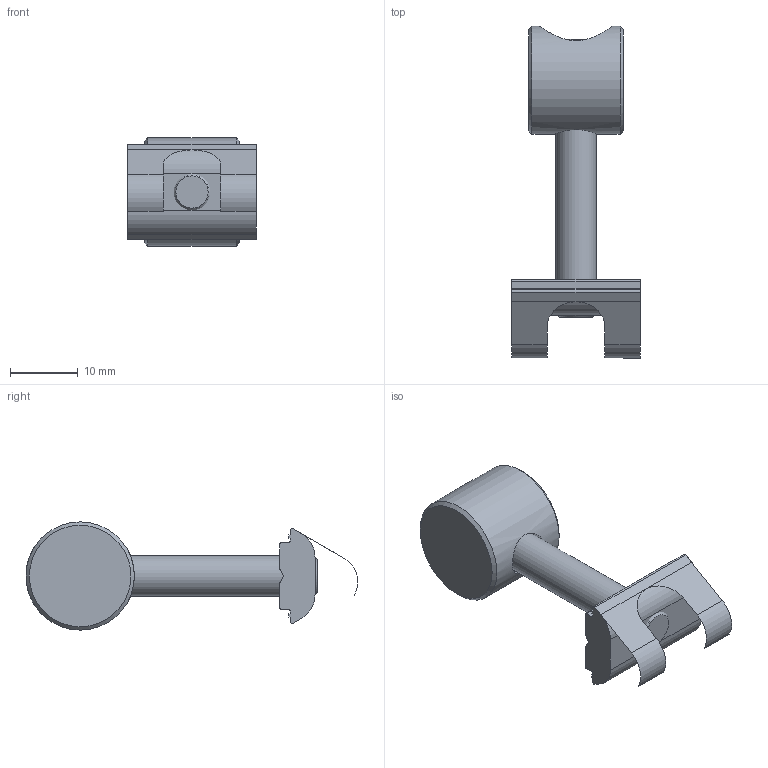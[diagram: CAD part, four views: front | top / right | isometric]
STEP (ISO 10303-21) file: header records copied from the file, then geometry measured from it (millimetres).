
FILE_DESCRIPTION(/* description */ ('Šroub s válečkem d=16, M6x35'),/* implementation_level */ '2;1');
FILE_NAME(/* name */ '311420.10.stp',/* time_stamp */ '2020-01-02T15:35:42+01:00',/* author */ ('Navara'),/* organization */ ('Alutec K&K'),/* preprocessor_version */ 'ST-DEVELOPER v17',/* originating_system */ 'Autodesk Inventor 2018',/* authorisation */ '');
FILE_SCHEMA (('AUTOMOTIVE_DESIGN { 1 0 10303 214 3 1 1 }'));
Length unit declared in the file: millimetre
Products named in the file (3): 311420.1; 311420.10; 210062
Assembly tree (2 placements, depth 2):
  311420.1
    311420.10
    210062
Bounding box: 19 x 49.04 x 16 mm (x, y, z)
Volume: 4211.3 mm3; surface area: 3433.5 mm2
Topology: 3 solids, 4 shells, 72 faces, 209 edges, 144 vertices
Faces by surface type: plane 44, cylinder 22, cone 4, torus 2
Full cylindrical faces by diameter (mm): 4.917 x1, 6 x1, 6.5 x1, 10 x1, 11 x1, 16 x1
Entity records: 2623 total; most frequent: CARTESIAN_POINT 551, ORIENTED_EDGE 404, DIRECTION 404, EDGE_CURVE 208, VERTEX_POINT 144, AXIS2_PLACEMENT_3D 137, LINE 130, VECTOR 130
